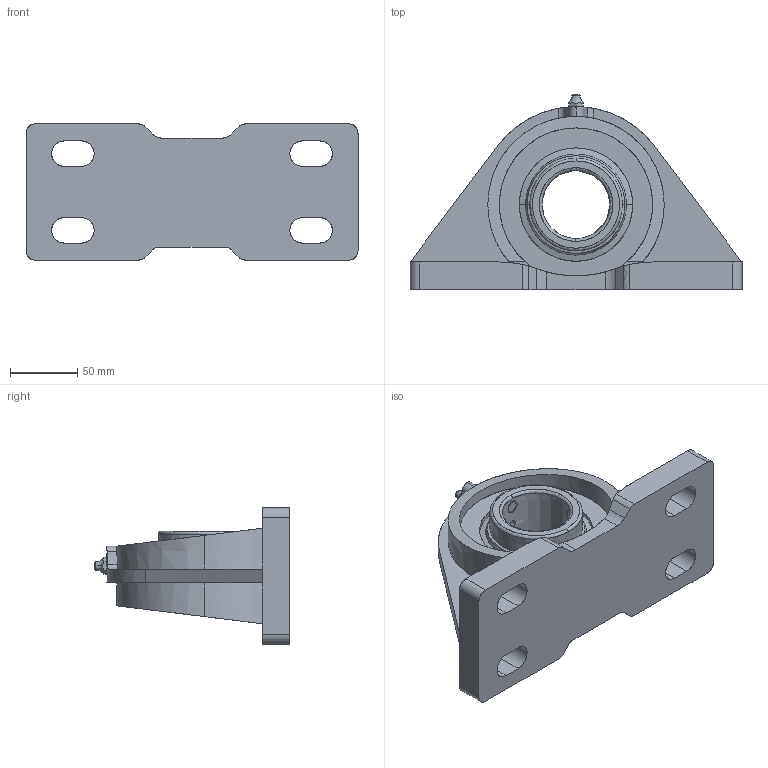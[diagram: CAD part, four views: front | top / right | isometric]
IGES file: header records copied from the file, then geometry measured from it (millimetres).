
Start section: SolidWorks IGES file using analytic representation for surfaces
Global section: file name: MFDEFAU0812115597012.igs; native system: SolidWorks 2013; preprocessor: SolidWorks 2013; author: partstream; date: 130812.115512; units: millimetre
Bounding box: 247.65 x 145.92 x 101.6 mm (x, y, z)
Surface area: 133608.7 mm2 (no closed solid volume)
Topology: 0 solids, 0 shells, 151 faces, 2854 edges, 2863 vertices
Faces by surface type: revolution 80, bspline 71
